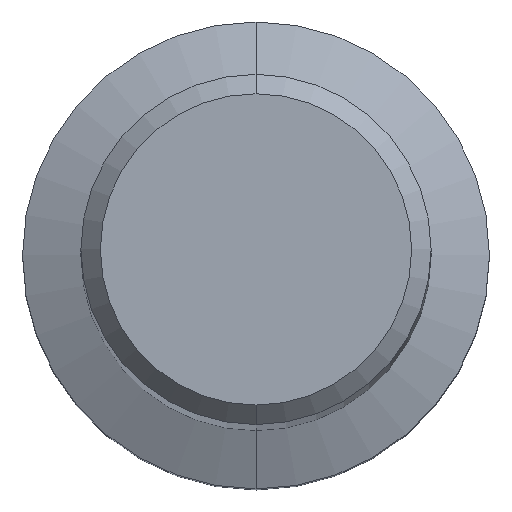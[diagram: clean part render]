
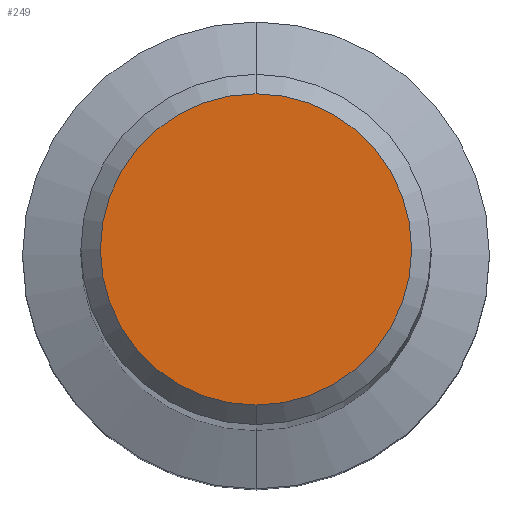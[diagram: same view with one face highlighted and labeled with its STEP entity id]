
A CAD part, top view. The second image highlights one B-rep face of the part: STEP entity #249.
In plain terms, the highlighted planar face has unit normal (0, 0, 1).
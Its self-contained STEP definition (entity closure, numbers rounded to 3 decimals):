
#205=VERTEX_POINT('',#560);
#233=EDGE_CURVE('',#205,#519,#593,.T.);
#249=ADVANCED_FACE('',(#612),#613,.T.);
#303=EDGE_CURVE('',#519,#205,#670,.T.);
#519=VERTEX_POINT('',#910);
#560=CARTESIAN_POINT('',(0.0,4.0,0.0));
#593=CIRCLE('',#1016,4.0);
#612=FACE_OUTER_BOUND('',#1038,.T.);
#613=PLANE('',#1039);
#670=CIRCLE('',#1142,4.0);
#910=CARTESIAN_POINT('',(0.,-4.0,0.0));
#1016=AXIS2_PLACEMENT_3D('',#1713,#1714,#1715);
#1038=EDGE_LOOP('',(#1745,#1746));
#1039=AXIS2_PLACEMENT_3D('',#1747,#1748,#1749);
#1142=AXIS2_PLACEMENT_3D('',#1803,#1804,#1805);
#1713=CARTESIAN_POINT('',(0.0,0.0,0.0));
#1714=DIRECTION('',(0.0,0.0,-1.0));
#1715=DIRECTION('',(0.0,1.0,0.0));
#1745=ORIENTED_EDGE('',*,*,#233,.F.);
#1746=ORIENTED_EDGE('',*,*,#303,.F.);
#1747=CARTESIAN_POINT('',(0.0,2.0,0.0));
#1748=DIRECTION('',(-0.0,0.0,1.0));
#1749=DIRECTION('',(0.0,-1.0,0.0));
#1803=CARTESIAN_POINT('',(0.0,0.0,0.0));
#1804=DIRECTION('',(0.0,0.0,-1.0));
#1805=DIRECTION('',(0.0,1.0,0.0));
